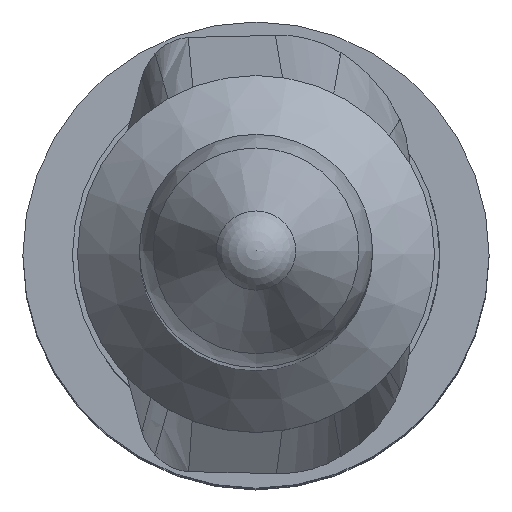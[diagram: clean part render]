
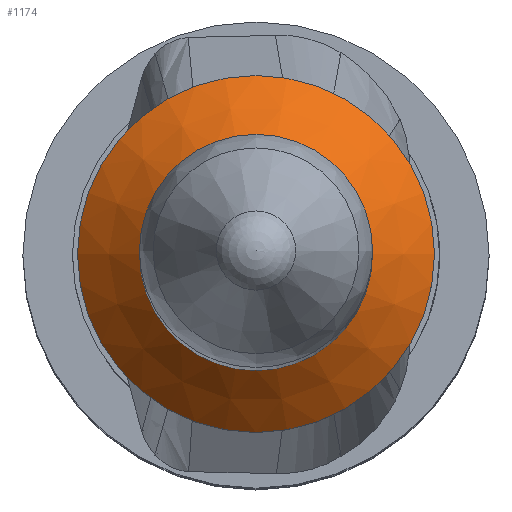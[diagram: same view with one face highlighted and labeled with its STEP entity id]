
A CAD part, top view. The second image highlights one B-rep face of the part: STEP entity #1174.
In plain terms, the highlighted conical face has half-angle 45 degrees and reference radius 1.012 mm.
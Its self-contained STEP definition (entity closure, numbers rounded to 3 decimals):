
#154=CONICAL_SURFACE('',#1295,1.013,0.785);
#185=FACE_OUTER_BOUND('',#259,.T.);
#259=EDGE_LOOP('',(#884,#885,#886,#887,#888,#889));
#338=LINE('',#1837,#398);
#398=VECTOR('',#1425,1.013);
#459=CIRCLE('',#1293,1.225);
#460=CIRCLE('',#1294,1.225);
#461=CIRCLE('',#1296,0.8);
#462=CIRCLE('',#1297,0.8);
#534=VERTEX_POINT('',#1830);
#535=VERTEX_POINT('',#1831);
#536=VERTEX_POINT('',#1836);
#537=VERTEX_POINT('',#1838);
#664=EDGE_CURVE('',#534,#535,#459,.T.);
#665=EDGE_CURVE('',#535,#534,#460,.T.);
#667=EDGE_CURVE('',#535,#536,#338,.T.);
#668=EDGE_CURVE('',#536,#537,#461,.T.);
#669=EDGE_CURVE('',#537,#536,#462,.T.);
#884=ORIENTED_EDGE('',*,*,#664,.F.);
#885=ORIENTED_EDGE('',*,*,#665,.F.);
#886=ORIENTED_EDGE('',*,*,#667,.T.);
#887=ORIENTED_EDGE('',*,*,#668,.T.);
#888=ORIENTED_EDGE('',*,*,#669,.T.);
#889=ORIENTED_EDGE('',*,*,#667,.F.);
#1174=ADVANCED_FACE('',(#185),#154,.T.);
#1293=AXIS2_PLACEMENT_3D('',#1832,#1418,#1419);
#1294=AXIS2_PLACEMENT_3D('',#1833,#1420,#1421);
#1295=AXIS2_PLACEMENT_3D('',#1835,#1423,#1424);
#1296=AXIS2_PLACEMENT_3D('',#1839,#1426,#1427);
#1297=AXIS2_PLACEMENT_3D('',#1840,#1428,#1429);
#1418=DIRECTION('center_axis',(0.,0.,-1.));
#1419=DIRECTION('ref_axis',(-1.,0.,0.));
#1420=DIRECTION('center_axis',(0.,0.,-1.));
#1421=DIRECTION('ref_axis',(-1.,0.,0.));
#1423=DIRECTION('center_axis',(0.,0.,-1.));
#1424=DIRECTION('ref_axis',(1.,0.,0.));
#1425=DIRECTION('',(0.707,0.,0.707));
#1426=DIRECTION('center_axis',(0.,0.,-1.));
#1427=DIRECTION('ref_axis',(-1.,0.,0.));
#1428=DIRECTION('center_axis',(0.,0.,-1.));
#1429=DIRECTION('ref_axis',(-1.,0.,0.));
#1830=CARTESIAN_POINT('',(1.225,0.,-1.359));
#1831=CARTESIAN_POINT('',(-1.225,0.,-1.359));
#1832=CARTESIAN_POINT('Origin',(0.,0.,-1.359));
#1833=CARTESIAN_POINT('Origin',(0.,0.,-1.359));
#1835=CARTESIAN_POINT('Origin',(0.,0.,-1.147));
#1836=CARTESIAN_POINT('',(-0.8,0.,-0.934));
#1837=CARTESIAN_POINT('',(-1.013,0.,-1.147));
#1838=CARTESIAN_POINT('',(0.8,0.,-0.934));
#1839=CARTESIAN_POINT('Origin',(0.,0.,-0.934));
#1840=CARTESIAN_POINT('Origin',(0.,0.,-0.934));
